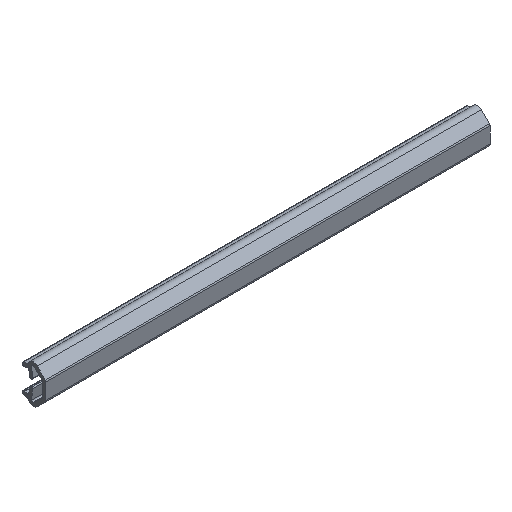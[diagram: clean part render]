
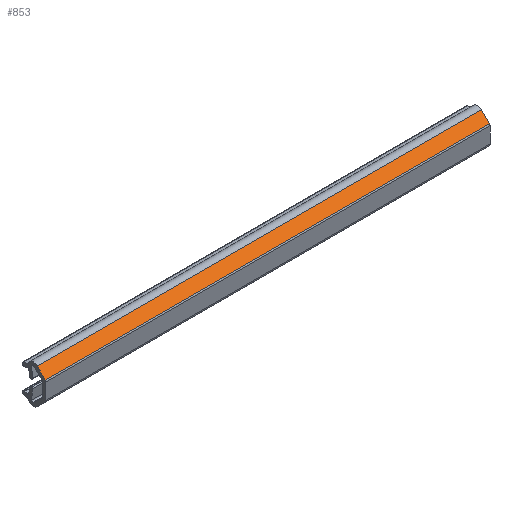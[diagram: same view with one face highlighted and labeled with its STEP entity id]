
A CAD part, isometric view. The second image highlights one B-rep face of the part: STEP entity #853.
In plain terms, the highlighted planar face has unit normal (0, -0.707, 0.707).
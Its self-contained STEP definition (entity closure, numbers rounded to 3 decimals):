
#78 = LINE ( 'NONE', #520, #1307 ) ;
#83 = CARTESIAN_POINT ( 'NONE',  ( 100., 0.146, 2.146 ) ) ;
#96 = VECTOR ( 'NONE', #499, 1000. ) ;
#130 = VECTOR ( 'NONE', #913, 1000. ) ;
#135 = LINE ( 'NONE', #1270, #130 ) ;
#237 = EDGE_CURVE ( 'NONE', #776, #799, #308, .T. ) ;
#245 = ORIENTED_EDGE ( 'NONE', *, *, #999, .F. ) ;
#276 = EDGE_CURVE ( 'NONE', #450, #776, #1212, .T. ) ;
#286 = DIRECTION ( 'NONE',  ( 0., 0.707, -0.707 ) ) ;
#308 = LINE ( 'NONE', #83, #1489 ) ;
#347 = EDGE_CURVE ( 'NONE', #982, #799, #135, .T. ) ;
#383 = DIRECTION ( 'NONE',  ( 1., 0., 0. ) ) ;
#450 = VERTEX_POINT ( 'NONE', #563 ) ;
#472 = CARTESIAN_POINT ( 'NONE',  ( 0., 1.972, 3.972 ) ) ;
#485 = EDGE_LOOP ( 'NONE', ( #1016, #1009, #245, #1256 ) ) ;
#499 = DIRECTION ( 'NONE',  ( 0., -0.707, -0.707 ) ) ;
#520 = CARTESIAN_POINT ( 'NONE',  ( 100., 1.972, 3.972 ) ) ;
#563 = CARTESIAN_POINT ( 'NONE',  ( 100., 1.972, 3.972 ) ) ;
#776 = VERTEX_POINT ( 'NONE', #1196 ) ;
#793 = FACE_OUTER_BOUND ( 'NONE', #485, .T. ) ;
#799 = VERTEX_POINT ( 'NONE', #1208 ) ;
#853 = ADVANCED_FACE ( 'NONE', ( #793 ), #869, .F. ) ;
#869 = PLANE ( 'NONE',  #1291 ) ;
#899 = DIRECTION ( 'NONE',  ( 0., 0.707, 0.707 ) ) ;
#913 = DIRECTION ( 'NONE',  ( 0., -0.707, -0.707 ) ) ;
#982 = VERTEX_POINT ( 'NONE', #472 ) ;
#999 = EDGE_CURVE ( 'NONE', #982, #450, #78, .T. ) ;
#1009 = ORIENTED_EDGE ( 'NONE', *, *, #276, .F. ) ;
#1016 = ORIENTED_EDGE ( 'NONE', *, *, #237, .F. ) ;
#1177 = CARTESIAN_POINT ( 'NONE',  ( 100., 1.972, 3.972 ) ) ;
#1182 = CARTESIAN_POINT ( 'NONE',  ( 100., 0., 2. ) ) ;
#1196 = CARTESIAN_POINT ( 'NONE',  ( 100., 0.146, 2.146 ) ) ;
#1208 = CARTESIAN_POINT ( 'NONE',  ( 0., 0.146, 2.146 ) ) ;
#1212 = LINE ( 'NONE', #1177, #96 ) ;
#1256 = ORIENTED_EDGE ( 'NONE', *, *, #347, .T. ) ;
#1270 = CARTESIAN_POINT ( 'NONE',  ( 0., 1.972, 3.972 ) ) ;
#1278 = DIRECTION ( 'NONE',  ( -1., 0., 0. ) ) ;
#1291 = AXIS2_PLACEMENT_3D ( 'NONE', #1182, #286, #899 ) ;
#1307 = VECTOR ( 'NONE', #383, 1000. ) ;
#1489 = VECTOR ( 'NONE', #1278, 1000. ) ;
